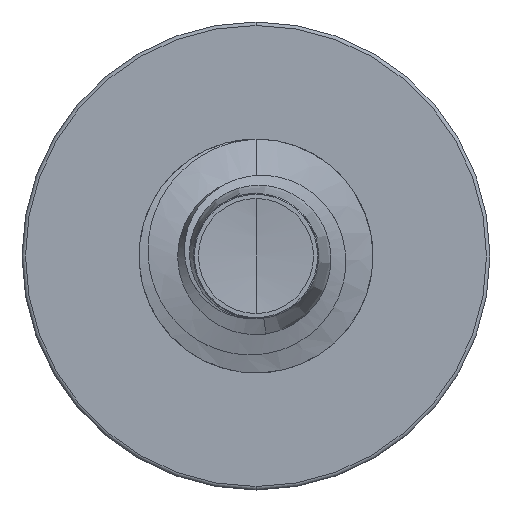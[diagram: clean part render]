
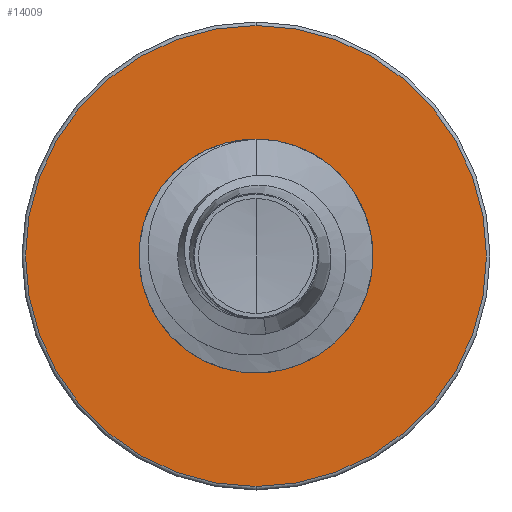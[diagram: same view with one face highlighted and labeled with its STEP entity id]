
A CAD part, front view. The second image highlights one B-rep face of the part: STEP entity #14009.
In plain terms, the highlighted planar face has unit normal (0, -1, 0).
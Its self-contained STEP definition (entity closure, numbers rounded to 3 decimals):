
#412 = CARTESIAN_POINT ( 'NONE',  ( 0., 11., -2.842 ) ) ;
#713 = CARTESIAN_POINT ( 'NONE',  ( 0., 11., 5.91 ) ) ;
#726 = DIRECTION ( 'NONE',  ( 0., 0., 1. ) ) ;
#776 = DIRECTION ( 'NONE',  ( 0., 1., 0. ) ) ;
#1098 = CARTESIAN_POINT ( 'NONE',  ( 0., 11., 0. ) ) ;
#1173 = CIRCLE ( 'NONE', #7559, 2.842 ) ;
#1629 = FACE_OUTER_BOUND ( 'NONE', #11100, .T. ) ;
#1974 = DIRECTION ( 'NONE',  ( 0., 0., 1. ) ) ;
#1995 = DIRECTION ( 'NONE',  ( 0., 0., 1. ) ) ;
#2015 = ORIENTED_EDGE ( 'NONE', *, *, #2150, .T. ) ;
#2027 = CARTESIAN_POINT ( 'NONE',  ( 0., 11., 0. ) ) ;
#2102 = DIRECTION ( 'NONE',  ( 0., 1., 0. ) ) ;
#2107 = AXIS2_PLACEMENT_3D ( 'NONE', #1098, #776, #726 ) ;
#2150 = EDGE_CURVE ( 'NONE', #13843, #13872, #6414, .T. ) ;
#2385 = EDGE_CURVE ( 'NONE', #13872, #13843, #1173, .T. ) ;
#2923 = CARTESIAN_POINT ( 'NONE',  ( 0., 11., -5.91 ) ) ;
#2969 = CARTESIAN_POINT ( 'NONE',  ( 0., 11., -2.842 ) ) ;
#3030 = EDGE_CURVE ( 'NONE', #12855, #9611, #14047, .T. ) ;
#3084 = CARTESIAN_POINT ( 'NONE',  ( 0., 11., 2.842 ) ) ;
#3218 = CIRCLE ( 'NONE', #10289, 5.91 ) ;
#5463 = FACE_BOUND ( 'NONE', #6186, .T. ) ;
#5794 = ORIENTED_EDGE ( 'NONE', *, *, #12083, .F. ) ;
#5800 = DIRECTION ( 'NONE',  ( 0., 1., 0. ) ) ;
#6186 = EDGE_LOOP ( 'NONE', ( #13602, #2015 ) ) ;
#6414 = CIRCLE ( 'NONE', #13301, 2.842 ) ;
#6848 = DIRECTION ( 'NONE',  ( 0., 0., 1. ) ) ;
#6864 = DIRECTION ( 'NONE',  ( 0., 1., 0. ) ) ;
#6968 = CARTESIAN_POINT ( 'NONE',  ( 0., 11., 0. ) ) ;
#7559 = AXIS2_PLACEMENT_3D ( 'NONE', #6968, #6864, #6848 ) ;
#7763 = DIRECTION ( 'NONE',  ( 0., 0., 1. ) ) ;
#9134 = PLANE ( 'NONE',  #9905 ) ;
#9151 = DIRECTION ( 'NONE',  ( 0., 1., 0. ) ) ;
#9611 = VERTEX_POINT ( 'NONE', #713 ) ;
#9905 = AXIS2_PLACEMENT_3D ( 'NONE', #412, #9151, #1995 ) ;
#10289 = AXIS2_PLACEMENT_3D ( 'NONE', #2027, #2102, #1974 ) ;
#11100 = EDGE_LOOP ( 'NONE', ( #5794, #11732 ) ) ;
#11732 = ORIENTED_EDGE ( 'NONE', *, *, #3030, .F. ) ;
#12083 = EDGE_CURVE ( 'NONE', #9611, #12855, #3218, .T. ) ;
#12330 = CARTESIAN_POINT ( 'NONE',  ( 0., 11., 0. ) ) ;
#12855 = VERTEX_POINT ( 'NONE', #2923 ) ;
#13301 = AXIS2_PLACEMENT_3D ( 'NONE', #12330, #5800, #7763 ) ;
#13602 = ORIENTED_EDGE ( 'NONE', *, *, #2385, .T. ) ;
#13843 = VERTEX_POINT ( 'NONE', #2969 ) ;
#13872 = VERTEX_POINT ( 'NONE', #3084 ) ;
#14009 = ADVANCED_FACE ( 'NONE', ( #1629, #5463 ), #9134, .F. ) ;
#14047 = CIRCLE ( 'NONE', #2107, 5.91 ) ;
